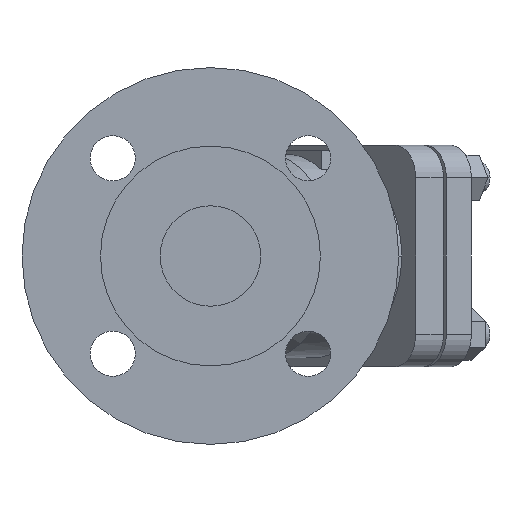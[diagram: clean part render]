
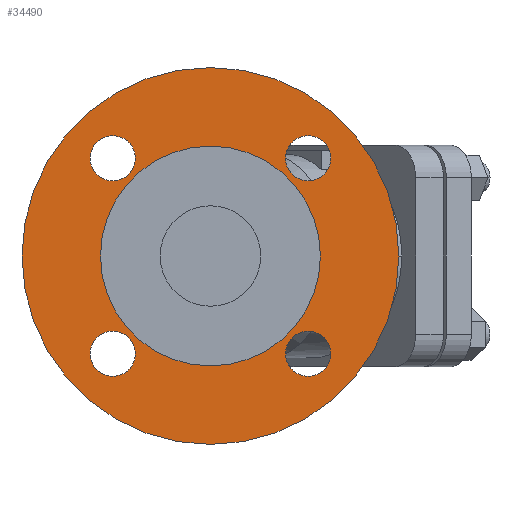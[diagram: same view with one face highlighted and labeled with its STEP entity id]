
A CAD part, left-side view. The second image highlights one B-rep face of the part: STEP entity #34490.
In plain terms, the highlighted planar face has unit normal (-1, 0, 0).
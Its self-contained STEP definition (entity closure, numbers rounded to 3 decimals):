
#3870=CARTESIAN_POINT('',(9.645,0.,0.));
#3880=DIRECTION('',(1.,0.,0.));
#3890=DIRECTION('',(0.,1.,0.));
#3900=AXIS2_PLACEMENT_3D('',#3870,#3880,#3890);
#3910=CYLINDRICAL_SURFACE('',#3900,43.76);
#3980=CARTESIAN_POINT('',(3.77,43.76,0.));
#3990=VERTEX_POINT('',#3980);
#4030=CARTESIAN_POINT('',(3.77,0.,0.));
#4040=DIRECTION('',(-1.,0.,0.));
#4050=DIRECTION('',(0.,1.,0.));
#4060=AXIS2_PLACEMENT_3D('',#4030,#4040,#4050);
#4070=CIRCLE('',#4060,43.76);
#4080=CARTESIAN_POINT('',(3.77,-43.76,0.));
#4090=VERTEX_POINT('',#4080);
#4100=CARTESIAN_POINT('',(3.77,0.,0.));
#4110=DIRECTION('',(1.,0.,0.));
#4120=DIRECTION('',(0.,0.,-1.));
#4130=AXIS2_PLACEMENT_3D('',#4100,#4110,#4120);
#4140=PLANE('',#4130);
#4150=SURFACE_CURVE('',#4070,(#3910,#4140),.CURVE_3D.);
#4160=EDGE_CURVE('',#4090,#3990,#4150,.T.);
#6800=CARTESIAN_POINT('',(19.29,0.,0.));
#6810=DIRECTION('',(1.,0.,0.));
#6820=DIRECTION('',(0.,0.,-1.));
#6830=AXIS2_PLACEMENT_3D('',#6800,#6810,#6820);
#6840=CYLINDRICAL_SURFACE('',#6830,75.);
#6890=CARTESIAN_POINT('',(3.77,0.,75.));
#6900=VERTEX_POINT('',#6890);
#7100=CARTESIAN_POINT('',(3.77,0.,-75.));
#7110=VERTEX_POINT('',#7100);
#7150=CARTESIAN_POINT('',(3.77,0.,0.));
#7160=DIRECTION('',(1.,0.,0.));
#7170=DIRECTION('',(0.,0.,-1.));
#7180=AXIS2_PLACEMENT_3D('',#7150,#7160,#7170);
#7190=CIRCLE('',#7180,75.);
#7200=SURFACE_CURVE('',#7190,(#6840,#4140),.CURVE_3D.);
#7210=EDGE_CURVE('',#6900,#7110,#7200,.T.);
#7260=CARTESIAN_POINT('',(19.29,38.891,-38.891));
#7270=DIRECTION('',(1.,0.,0.));
#7280=DIRECTION('',(0.,0.,-1.));
#7290=AXIS2_PLACEMENT_3D('',#7260,#7270,#7280);
#7300=CYLINDRICAL_SURFACE('',#7290,9.);
#7350=CARTESIAN_POINT('',(3.77,38.891,-29.891));
#7360=VERTEX_POINT('',#7350);
#7560=CARTESIAN_POINT('',(3.77,38.891,-47.891));
#7570=VERTEX_POINT('',#7560);
#7610=CARTESIAN_POINT('',(3.77,38.891,-38.891));
#7620=DIRECTION('',(-1.,0.,0.));
#7630=DIRECTION('',(0.,0.,-1.));
#7640=AXIS2_PLACEMENT_3D('',#7610,#7620,#7630);
#7650=CIRCLE('',#7640,9.);
#7660=SURFACE_CURVE('',#7650,(#7300,#4140),.CURVE_3D.);
#7670=EDGE_CURVE('',#7360,#7570,#7660,.T.);
#7720=CARTESIAN_POINT('',(19.29,-38.891,-38.891));
#7730=DIRECTION('',(1.,0.,0.));
#7740=DIRECTION('',(0.,0.,-1.));
#7750=AXIS2_PLACEMENT_3D('',#7720,#7730,#7740);
#7760=CYLINDRICAL_SURFACE('',#7750,9.);
#7810=CARTESIAN_POINT('',(3.77,-38.891,-29.891));
#7820=VERTEX_POINT('',#7810);
#8020=CARTESIAN_POINT('',(3.77,-38.891,-47.891));
#8030=VERTEX_POINT('',#8020);
#8070=CARTESIAN_POINT('',(3.77,-38.891,-38.891));
#8080=DIRECTION('',(-1.,0.,0.));
#8090=DIRECTION('',(0.,0.,-1.));
#8100=AXIS2_PLACEMENT_3D('',#8070,#8080,#8090);
#8110=CIRCLE('',#8100,9.);
#8120=SURFACE_CURVE('',#8110,(#7760,#4140),.CURVE_3D.);
#8130=EDGE_CURVE('',#7820,#8030,#8120,.T.);
#8180=CARTESIAN_POINT('',(19.29,38.891,38.891));
#8190=DIRECTION('',(1.,0.,0.));
#8200=DIRECTION('',(0.,0.,-1.));
#8210=AXIS2_PLACEMENT_3D('',#8180,#8190,#8200);
#8220=CYLINDRICAL_SURFACE('',#8210,9.);
#8270=CARTESIAN_POINT('',(3.77,38.891,47.891));
#8280=VERTEX_POINT('',#8270);
#8340=CARTESIAN_POINT('',(3.77,38.891,38.891));
#8350=DIRECTION('',(-1.,0.,0.));
#8360=DIRECTION('',(0.,0.,-1.));
#8370=AXIS2_PLACEMENT_3D('',#8340,#8350,#8360);
#8380=CIRCLE('',#8370,9.);
#8390=CARTESIAN_POINT('',(3.77,38.891,29.891));
#8400=VERTEX_POINT('',#8390);
#8410=SURFACE_CURVE('',#8380,(#8220,#4140),.CURVE_3D.);
#8420=EDGE_CURVE('',#8400,#8280,#8410,.T.);
#8640=CARTESIAN_POINT('',(19.29,-38.891,38.891));
#8650=DIRECTION('',(1.,0.,0.));
#8660=DIRECTION('',(0.,0.,-1.));
#8670=AXIS2_PLACEMENT_3D('',#8640,#8650,#8660);
#8680=CYLINDRICAL_SURFACE('',#8670,9.);
#8730=CARTESIAN_POINT('',(3.77,-38.891,29.891));
#8740=VERTEX_POINT('',#8730);
#8800=CARTESIAN_POINT('',(3.77,-38.891,38.891));
#8810=DIRECTION('',(-1.,0.,0.));
#8820=DIRECTION('',(0.,0.,-1.));
#8830=AXIS2_PLACEMENT_3D('',#8800,#8810,#8820);
#8840=CIRCLE('',#8830,9.);
#8850=CARTESIAN_POINT('',(3.77,-38.891,47.891));
#8860=VERTEX_POINT('',#8850);
#8870=SURFACE_CURVE('',#8840,(#8680,#4140),.CURVE_3D.);
#8880=EDGE_CURVE('',#8860,#8740,#8870,.T.);
#34130=ORIENTED_EDGE('',*,*,#8880,.F.);
#34140=SURFACE_CURVE('',#8840,(#8680,#4140),.CURVE_3D.);
#34150=EDGE_CURVE('',#8740,#8860,#34140,.T.);
#34160=ORIENTED_EDGE('',*,*,#34150,.F.);
#34170=EDGE_LOOP('',(#34160,#34130));
#34180=FACE_BOUND('',#34170,.T.);
#34190=SURFACE_CURVE('',#8380,(#8220,#4140),.CURVE_3D.);
#34200=EDGE_CURVE('',#8280,#8400,#34190,.T.);
#34210=ORIENTED_EDGE('',*,*,#34200,.F.);
#34220=ORIENTED_EDGE('',*,*,#8420,.F.);
#34230=EDGE_LOOP('',(#34220,#34210));
#34240=FACE_BOUND('',#34230,.T.);
#34250=SURFACE_CURVE('',#8110,(#7760,#4140),.CURVE_3D.);
#34260=EDGE_CURVE('',#8030,#7820,#34250,.T.);
#34270=ORIENTED_EDGE('',*,*,#34260,.F.);
#34280=ORIENTED_EDGE('',*,*,#8130,.F.);
#34290=EDGE_LOOP('',(#34280,#34270));
#34300=FACE_BOUND('',#34290,.T.);
#34310=SURFACE_CURVE('',#7650,(#7300,#4140),.CURVE_3D.);
#34320=EDGE_CURVE('',#7570,#7360,#34310,.T.);
#34330=ORIENTED_EDGE('',*,*,#34320,.F.);
#34340=ORIENTED_EDGE('',*,*,#7670,.F.);
#34350=EDGE_LOOP('',(#34340,#34330));
#34360=FACE_BOUND('',#34350,.T.);
#34370=SURFACE_CURVE('',#7190,(#6840,#4140),.CURVE_3D.);
#34380=EDGE_CURVE('',#7110,#6900,#34370,.T.);
#34390=ORIENTED_EDGE('',*,*,#34380,.F.);
#34400=ORIENTED_EDGE('',*,*,#7210,.F.);
#34410=EDGE_LOOP('',(#34400,#34390));
#34420=FACE_OUTER_BOUND('',#34410,.T.);
#34430=ORIENTED_EDGE('',*,*,#4160,.F.);
#34440=SURFACE_CURVE('',#4070,(#3910,#4140),.CURVE_3D.);
#34450=EDGE_CURVE('',#3990,#4090,#34440,.T.);
#34460=ORIENTED_EDGE('',*,*,#34450,.F.);
#34470=EDGE_LOOP('',(#34460,#34430));
#34480=FACE_BOUND('',#34470,.T.);
#34490=ADVANCED_FACE('',(#34180,#34240,#34300,#34360,#34420,#34480),
#4140,.F.);
